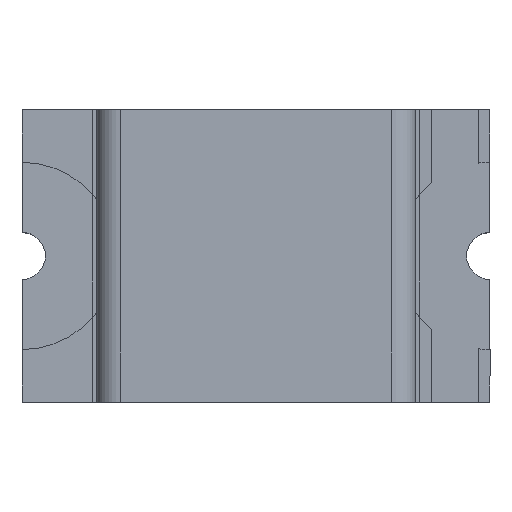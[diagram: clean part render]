
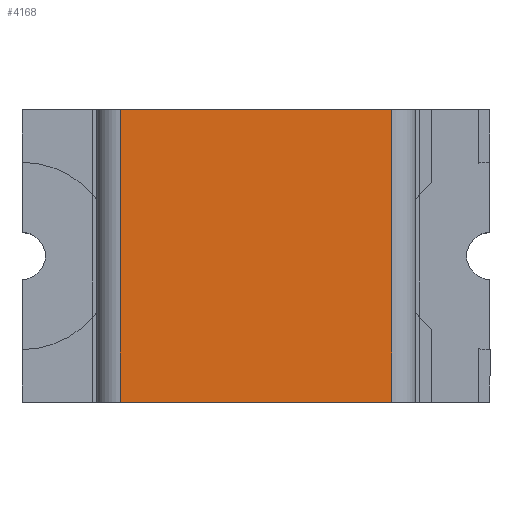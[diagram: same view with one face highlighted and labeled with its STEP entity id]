
A CAD part, top view. The second image highlights one B-rep face of the part: STEP entity #4168.
In plain terms, the highlighted planar face has unit normal (0, 0, 1).
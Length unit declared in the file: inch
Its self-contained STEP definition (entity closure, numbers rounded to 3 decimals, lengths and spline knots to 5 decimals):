
#48 = EDGE_CURVE ( 'NONE', #5738, #3325, #4162, .T. ) ;
#164 = ORIENTED_EDGE ( 'NONE', *, *, #4622, .T. ) ;
#205 = DIRECTION ( 'NONE',  ( 0., 1., 0. ) ) ;
#350 = LINE ( 'NONE', #3159, #451 ) ;
#394 = PLANE ( 'NONE',  #4245 ) ;
#418 = DIRECTION ( 'NONE',  ( 0., -1., 0. ) ) ;
#451 = VECTOR ( 'NONE', #4546, 39.37008 ) ;
#548 = LINE ( 'NONE', #5689, #6425 ) ;
#821 = EDGE_CURVE ( 'NONE', #5738, #5989, #350, .T. ) ;
#1451 = DIRECTION ( 'NONE',  ( 1., 0., 0. ) ) ;
#1499 = CARTESIAN_POINT ( 'NONE',  ( -0.02677, -0.02486, 0.03045 ) ) ;
#1562 = EDGE_CURVE ( 'NONE', #5714, #5989, #548, .T. ) ;
#1603 = ORIENTED_EDGE ( 'NONE', *, *, #821, .F. ) ;
#2574 = FACE_OUTER_BOUND ( 'NONE', #3713, .T. ) ;
#3042 = CARTESIAN_POINT ( 'NONE',  ( 0.02283, -0.00026, 0.03045 ) ) ;
#3159 = CARTESIAN_POINT ( 'NONE',  ( -0.02283, -0.00026, 0.03045 ) ) ;
#3325 = VERTEX_POINT ( 'NONE', #3653 ) ;
#3653 = CARTESIAN_POINT ( 'NONE',  ( 0.02283, -0.02486, 0.03045 ) ) ;
#3713 = EDGE_LOOP ( 'NONE', ( #6897, #1603, #4632, #164 ) ) ;
#3846 = DIRECTION ( 'NONE',  ( 0., 0., 1. ) ) ;
#3908 = VECTOR ( 'NONE', #1451, 39.37008 ) ;
#4162 = LINE ( 'NONE', #1499, #3908 ) ;
#4168 = ADVANCED_FACE ( 'NONE', ( #2574 ), #394, .T. ) ;
#4245 = AXIS2_PLACEMENT_3D ( 'NONE', #7212, #3846, #418 ) ;
#4347 = LINE ( 'NONE', #3042, #5850 ) ;
#4536 = CARTESIAN_POINT ( 'NONE',  ( -0.02283, -0.02486, 0.03045 ) ) ;
#4546 = DIRECTION ( 'NONE',  ( 0., 1., 0. ) ) ;
#4622 = EDGE_CURVE ( 'NONE', #3325, #5714, #4347, .T. ) ;
#4632 = ORIENTED_EDGE ( 'NONE', *, *, #48, .T. ) ;
#5182 = CARTESIAN_POINT ( 'NONE',  ( 0.02283, 0.02435, 0.03045 ) ) ;
#5508 = DIRECTION ( 'NONE',  ( -1., 0., 0. ) ) ;
#5689 = CARTESIAN_POINT ( 'NONE',  ( -0.02677, 0.02435, 0.03045 ) ) ;
#5714 = VERTEX_POINT ( 'NONE', #5182 ) ;
#5738 = VERTEX_POINT ( 'NONE', #4536 ) ;
#5850 = VECTOR ( 'NONE', #205, 39.37008 ) ;
#5989 = VERTEX_POINT ( 'NONE', #6439 ) ;
#6425 = VECTOR ( 'NONE', #5508, 39.37008 ) ;
#6439 = CARTESIAN_POINT ( 'NONE',  ( -0.02283, 0.02435, 0.03045 ) ) ;
#6897 = ORIENTED_EDGE ( 'NONE', *, *, #1562, .T. ) ;
#7212 = CARTESIAN_POINT ( 'NONE',  ( 0., -0.00026, 0.03045 ) ) ;
